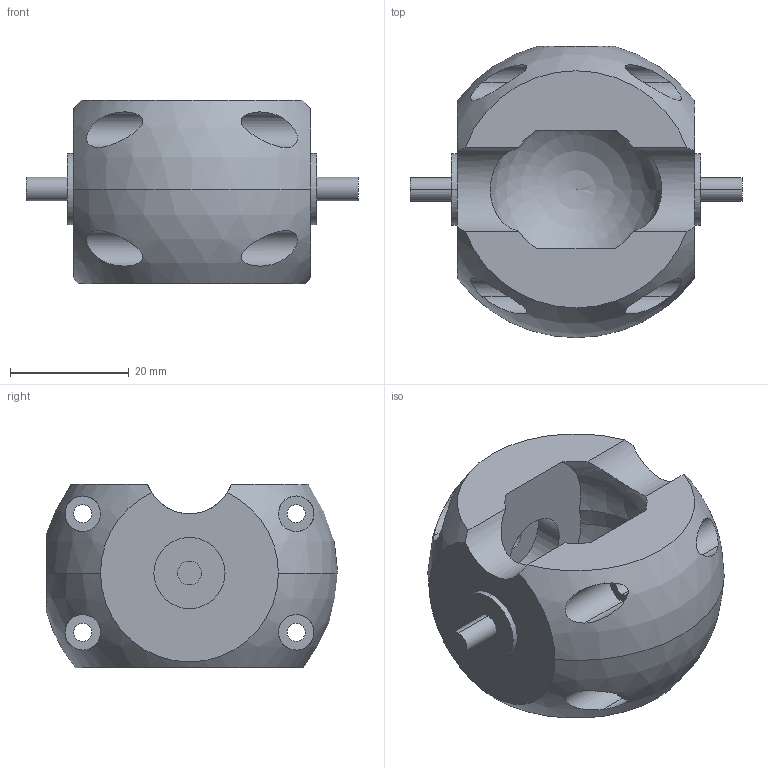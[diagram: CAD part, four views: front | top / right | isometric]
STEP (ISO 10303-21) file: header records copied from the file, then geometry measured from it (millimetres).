
FILE_DESCRIPTION (( 'STEP AP214' ), '1' );
FILE_NAME ('M4_2.STEP', '2019-04-01T21:58:22', ( 'MariaConsuegra' ), ( '' ), 'SwSTEP 2.0', 'SolidWorks 2015', '' );
FILE_SCHEMA (( 'AUTOMOTIVE_DESIGN' ));
Length unit declared in the file: millimetre
Products named in the file (1): M4_2
Bounding box: 56 x 49.14 x 31 mm (x, y, z)
Volume: 31251.2 mm3; surface area: 11282.7 mm2
Topology: 1 solids, 1 shells, 75 faces, 184 edges, 123 vertices
Faces by surface type: cylinder 44, plane 23, sphere 8
Entity records: 2846 total; most frequent: CARTESIAN_POINT 1007, DIRECTION 408, ORIENTED_EDGE 348, AXIS2_PLACEMENT_3D 180, EDGE_CURVE 174, VERTEX_POINT 117, CIRCLE 104, EDGE_LOOP 101
